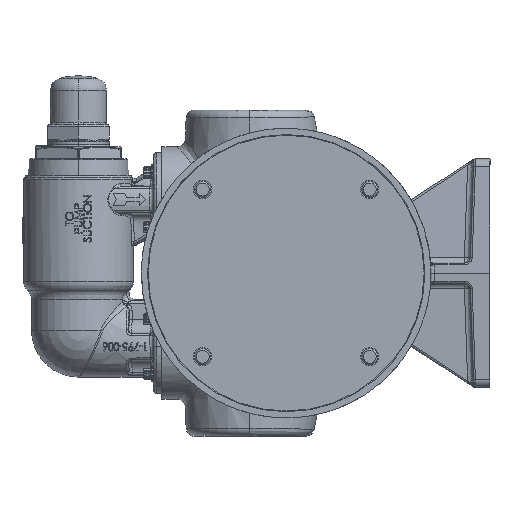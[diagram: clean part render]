
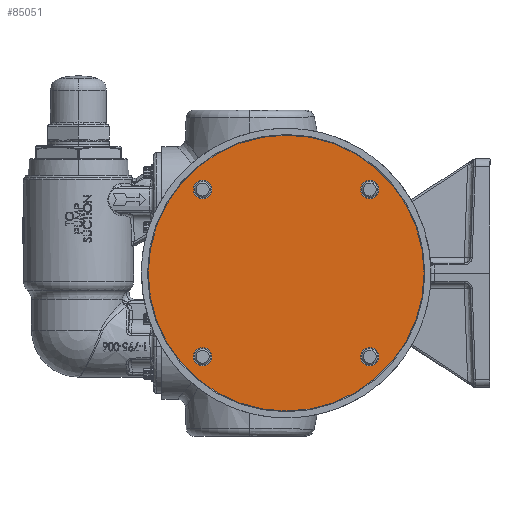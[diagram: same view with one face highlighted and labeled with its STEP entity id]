
A CAD part, left-side view. The second image highlights one B-rep face of the part: STEP entity #85051.
In plain terms, the highlighted planar face has unit normal (-1, 0, 0).
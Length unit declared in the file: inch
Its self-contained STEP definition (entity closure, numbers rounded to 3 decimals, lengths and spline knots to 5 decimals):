
#3710 = CIRCLE ( 'NONE', #79890, 0.28125 ) ;
#3778 = DIRECTION ( 'NONE',  ( -1., 0., 0. ) ) ;
#3985 = DIRECTION ( 'NONE',  ( 0., 0., 1. ) ) ;
#8465 = ORIENTED_EDGE ( 'NONE', *, *, #60311, .F. ) ;
#13905 = AXIS2_PLACEMENT_3D ( 'NONE', #64632, #163820, #78905 ) ;
#18038 = AXIS2_PLACEMENT_3D ( 'NONE', #23874, #123143, #38147 ) ;
#20488 = EDGE_CURVE ( 'NONE', #46899, #178607, #169965, .T. ) ;
#21722 = CIRCLE ( 'NONE', #13905, 0.28125 ) ;
#23874 = CARTESIAN_POINT ( 'NONE',  ( -18., 2.56326, 2.56326 ) ) ;
#25905 = EDGE_LOOP ( 'NONE', ( #75744, #38841 ) ) ;
#28354 = CARTESIAN_POINT ( 'NONE',  ( -18., -2.56326, 2.56326 ) ) ;
#29235 = FACE_BOUND ( 'NONE', #25905, .T. ) ;
#32302 = CARTESIAN_POINT ( 'NONE',  ( -18., -2.56326, -2.56326 ) ) ;
#36083 = ORIENTED_EDGE ( 'NONE', *, *, #20488, .T. ) ;
#36546 = CIRCLE ( 'NONE', #69397, 4.2305 ) ;
#37550 = DIRECTION ( 'NONE',  ( -1., 0., 0. ) ) ;
#38147 = DIRECTION ( 'NONE',  ( 0., 0., 1. ) ) ;
#38841 = ORIENTED_EDGE ( 'NONE', *, *, #111981, .F. ) ;
#42618 = DIRECTION ( 'NONE',  ( 0., 0., 1. ) ) ;
#46463 = AXIS2_PLACEMENT_3D ( 'NONE', #173887, #88964, #3985 ) ;
#46518 = DIRECTION ( 'NONE',  ( 0., 0., 1. ) ) ;
#46899 = VERTEX_POINT ( 'NONE', #169970 ) ;
#47622 = ORIENTED_EDGE ( 'NONE', *, *, #136398, .F. ) ;
#50014 = ORIENTED_EDGE ( 'NONE', *, *, #158361, .F. ) ;
#55256 = DIRECTION ( 'NONE',  ( -1., 0., 0. ) ) ;
#56626 = ORIENTED_EDGE ( 'NONE', *, *, #71789, .F. ) ;
#59646 = CARTESIAN_POINT ( 'NONE',  ( -18., -2.56326, -2.56326 ) ) ;
#60311 = EDGE_CURVE ( 'NONE', #68516, #147029, #153967, .T. ) ;
#60479 = VERTEX_POINT ( 'NONE', #108899 ) ;
#64226 = VERTEX_POINT ( 'NONE', #173001 ) ;
#64632 = CARTESIAN_POINT ( 'NONE',  ( -18., -2.56326, 2.56326 ) ) ;
#65419 = VERTEX_POINT ( 'NONE', #160131 ) ;
#66953 = FACE_BOUND ( 'NONE', #163611, .T. ) ;
#68516 = VERTEX_POINT ( 'NONE', #128281 ) ;
#69397 = AXIS2_PLACEMENT_3D ( 'NONE', #74996, #174166, #89251 ) ;
#71689 = ORIENTED_EDGE ( 'NONE', *, *, #170714, .F. ) ;
#71789 = EDGE_CURVE ( 'NONE', #65419, #102128, #3710, .T. ) ;
#73945 = DIRECTION ( 'NONE',  ( 0., 0., 1. ) ) ;
#74996 = CARTESIAN_POINT ( 'NONE',  ( -18., 0., 0. ) ) ;
#75744 = ORIENTED_EDGE ( 'NONE', *, *, #149400, .F. ) ;
#76512 = AXIS2_PLACEMENT_3D ( 'NONE', #88760, #3778, #103008 ) ;
#78905 = DIRECTION ( 'NONE',  ( 0., 0., 1. ) ) ;
#79890 = AXIS2_PLACEMENT_3D ( 'NONE', #167878, #82973, #182149 ) ;
#81884 = VERTEX_POINT ( 'NONE', #149349 ) ;
#82973 = DIRECTION ( 'NONE',  ( -1., 0., 0. ) ) ;
#85051 = ADVANCED_FACE ( 'NONE', ( #104682, #180142, #29235, #66953, #138013 ), #109869, .T. ) ;
#86093 = AXIS2_PLACEMENT_3D ( 'NONE', #32302, #131552, #46518 ) ;
#88760 = CARTESIAN_POINT ( 'NONE',  ( -18., 2.56326, -2.56326 ) ) ;
#88964 = DIRECTION ( 'NONE',  ( -1., 0., 0. ) ) ;
#89251 = DIRECTION ( 'NONE',  ( 0., 0., 1. ) ) ;
#91492 = VERTEX_POINT ( 'NONE', #151500 ) ;
#91508 = EDGE_LOOP ( 'NONE', ( #114896, #36083 ) ) ;
#94544 = CARTESIAN_POINT ( 'NONE',  ( -18., 0., 4.2305 ) ) ;
#96270 = CARTESIAN_POINT ( 'NONE',  ( -18., 2.56326, 2.28201 ) ) ;
#102128 = VERTEX_POINT ( 'NONE', #96270 ) ;
#102298 = CIRCLE ( 'NONE', #86093, 0.28125 ) ;
#103008 = DIRECTION ( 'NONE',  ( 0., 0., 1. ) ) ;
#103152 = EDGE_LOOP ( 'NONE', ( #56626, #71689 ) ) ;
#104682 = FACE_BOUND ( 'NONE', #105133, .T. ) ;
#105133 = EDGE_LOOP ( 'NONE', ( #8465, #47622 ) ) ;
#108899 = CARTESIAN_POINT ( 'NONE',  ( -18., -2.56326, -2.84451 ) ) ;
#109869 = PLANE ( 'NONE',  #166736 ) ;
#111981 = EDGE_CURVE ( 'NONE', #64226, #91492, #21722, .T. ) ;
#114896 = ORIENTED_EDGE ( 'NONE', *, *, #172893, .T. ) ;
#119899 = AXIS2_PLACEMENT_3D ( 'NONE', #59646, #158896, #73945 ) ;
#122520 = CARTESIAN_POINT ( 'NONE',  ( -18., 2.56326, -2.56326 ) ) ;
#123143 = DIRECTION ( 'NONE',  ( -1., 0., 0. ) ) ;
#123924 = CIRCLE ( 'NONE', #18038, 0.28125 ) ;
#127633 = DIRECTION ( 'NONE',  ( -1., 0., 0. ) ) ;
#128281 = CARTESIAN_POINT ( 'NONE',  ( -18., 2.56326, -2.28201 ) ) ;
#131552 = DIRECTION ( 'NONE',  ( -1., 0., 0. ) ) ;
#135509 = CIRCLE ( 'NONE', #119899, 0.28125 ) ;
#135537 = AXIS2_PLACEMENT_3D ( 'NONE', #122520, #37550, #136807 ) ;
#135577 = CIRCLE ( 'NONE', #76512, 0.28125 ) ;
#136398 = EDGE_CURVE ( 'NONE', #147029, #68516, #135577, .T. ) ;
#136407 = EDGE_CURVE ( 'NONE', #60479, #81884, #102298, .T. ) ;
#136807 = DIRECTION ( 'NONE',  ( 0., 0., 1. ) ) ;
#138013 = FACE_OUTER_BOUND ( 'NONE', #91508, .T. ) ;
#140214 = CARTESIAN_POINT ( 'NONE',  ( -18., 0., 0. ) ) ;
#146659 = CIRCLE ( 'NONE', #175387, 0.28125 ) ;
#147029 = VERTEX_POINT ( 'NONE', #148798 ) ;
#148798 = CARTESIAN_POINT ( 'NONE',  ( -18., 2.56326, -2.84451 ) ) ;
#149349 = CARTESIAN_POINT ( 'NONE',  ( -18., -2.56326, -2.28201 ) ) ;
#149400 = EDGE_CURVE ( 'NONE', #91492, #64226, #146659, .T. ) ;
#151500 = CARTESIAN_POINT ( 'NONE',  ( -18., -2.56326, 2.84451 ) ) ;
#153967 = CIRCLE ( 'NONE', #135537, 0.28125 ) ;
#154471 = DIRECTION ( 'NONE',  ( 0., 0., 1. ) ) ;
#158361 = EDGE_CURVE ( 'NONE', #81884, #60479, #135509, .T. ) ;
#158896 = DIRECTION ( 'NONE',  ( -1., 0., 0. ) ) ;
#160131 = CARTESIAN_POINT ( 'NONE',  ( -18., 2.56326, 2.84451 ) ) ;
#163611 = EDGE_LOOP ( 'NONE', ( #50014, #170884 ) ) ;
#163820 = DIRECTION ( 'NONE',  ( -1., 0., 0. ) ) ;
#166736 = AXIS2_PLACEMENT_3D ( 'NONE', #140214, #55256, #154471 ) ;
#167878 = CARTESIAN_POINT ( 'NONE',  ( -18., 2.56326, 2.56326 ) ) ;
#169965 = CIRCLE ( 'NONE', #46463, 4.2305 ) ;
#169970 = CARTESIAN_POINT ( 'NONE',  ( -18., 0., -4.2305 ) ) ;
#170714 = EDGE_CURVE ( 'NONE', #102128, #65419, #123924, .T. ) ;
#170884 = ORIENTED_EDGE ( 'NONE', *, *, #136407, .F. ) ;
#172893 = EDGE_CURVE ( 'NONE', #178607, #46899, #36546, .T. ) ;
#173001 = CARTESIAN_POINT ( 'NONE',  ( -18., -2.56326, 2.28201 ) ) ;
#173887 = CARTESIAN_POINT ( 'NONE',  ( -18., 0., 0. ) ) ;
#174166 = DIRECTION ( 'NONE',  ( -1., 0., 0. ) ) ;
#175387 = AXIS2_PLACEMENT_3D ( 'NONE', #28354, #127633, #42618 ) ;
#178607 = VERTEX_POINT ( 'NONE', #94544 ) ;
#180142 = FACE_BOUND ( 'NONE', #103152, .T. ) ;
#182149 = DIRECTION ( 'NONE',  ( 0., 0., 1. ) ) ;
